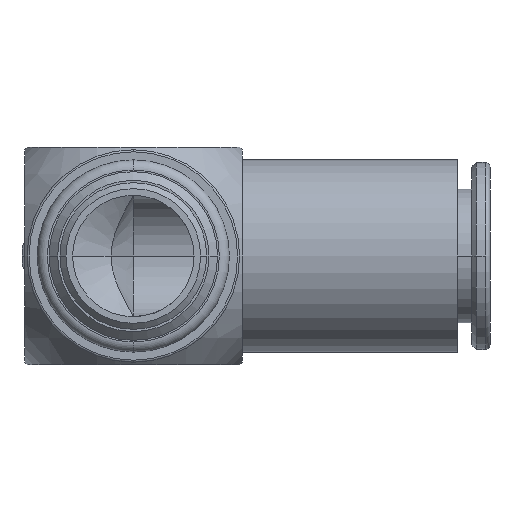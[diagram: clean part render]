
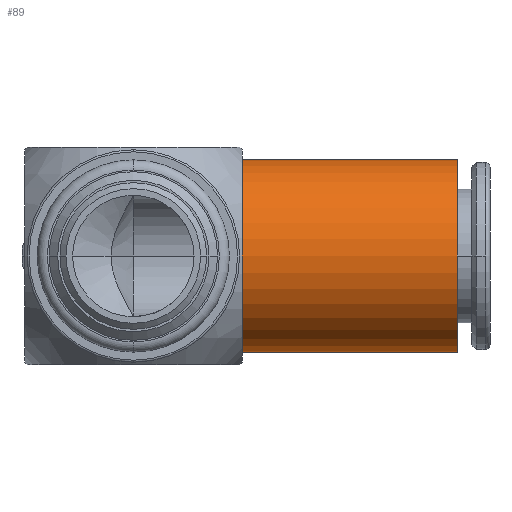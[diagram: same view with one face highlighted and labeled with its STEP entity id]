
A CAD part, front view. The second image highlights one B-rep face of the part: STEP entity #89.
In plain terms, the highlighted cylindrical face has radius 9.5 mm (diameter 19 mm), a partial arc.
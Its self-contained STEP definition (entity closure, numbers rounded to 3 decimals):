
#89=ADVANCED_FACE('',(#236),#237,.T.);
#236=FACE_OUTER_BOUND('',#451,.T.);
#237=CYLINDRICAL_SURFACE('',#452,9.5);
#451=EDGE_LOOP('',(#900,#901,#902,#903,#904));
#452=AXIS2_PLACEMENT_3D('',#905,#906,#907);
#900=ORIENTED_EDGE('',*,*,#1438,.T.);
#901=ORIENTED_EDGE('',*,*,#1483,.F.);
#902=ORIENTED_EDGE('',*,*,#1484,.F.);
#903=ORIENTED_EDGE('',*,*,#1440,.T.);
#904=ORIENTED_EDGE('',*,*,#1485,.F.);
#905=CARTESIAN_POINT('',(16.0,23.4,0.0));
#906=DIRECTION('',(1.0,0.0,0.0));
#907=DIRECTION('',(0.0,0.0,-1.0));
#1438=EDGE_CURVE('',#1752,#1753,#1754,.T.);
#1440=EDGE_CURVE('',#1757,#1755,#1758,.T.);
#1483=EDGE_CURVE('',#1826,#1753,#1827,.T.);
#1484=EDGE_CURVE('',#1757,#1826,#1828,.T.);
#1485=EDGE_CURVE('',#1752,#1755,#1829,.T.);
#1752=VERTEX_POINT('',#2205);
#1753=VERTEX_POINT('',#2206);
#1754=LINE('',#2207,#2208);
#1755=VERTEX_POINT('',#2209);
#1757=VERTEX_POINT('',#2211);
#1758=LINE('',#2212,#2213);
#1826=VERTEX_POINT('',#2343);
#1827=CIRCLE('',#2344,9.5);
#1828=CIRCLE('',#2345,9.5);
#1829=CIRCLE('',#2346,9.5);
#2205=CARTESIAN_POINT('',(10.75,23.4,-9.5));
#2206=CARTESIAN_POINT('',(31.999,23.4,-9.499));
#2207=CARTESIAN_POINT('',(16.0,23.4,-9.5));
#2208=VECTOR('',#2918,1.0);
#2209=CARTESIAN_POINT('',(10.75,23.4,9.5));
#2211=CARTESIAN_POINT('',(31.999,23.4,9.499));
#2212=CARTESIAN_POINT('',(16.0,23.4,9.5));
#2213=VECTOR('',#2922,1.0);
#2343=CARTESIAN_POINT('',(31.998,13.9,0.0));
#2344=AXIS2_PLACEMENT_3D('',#3019,#3020,#3021);
#2345=AXIS2_PLACEMENT_3D('',#3022,#3023,#3024);
#2346=AXIS2_PLACEMENT_3D('',#3025,#3026,#3027);
#2918=DIRECTION('',(1.0,0.0,0.0));
#2922=DIRECTION('',(-1.0,-0.0,-0.0));
#3019=CARTESIAN_POINT('',(31.998,23.4,0.0));
#3020=DIRECTION('',(1.0,0.0,0.0));
#3021=DIRECTION('',(0.0,0.0,-1.0));
#3022=CARTESIAN_POINT('',(31.998,23.4,0.0));
#3023=DIRECTION('',(1.0,0.0,0.0));
#3024=DIRECTION('',(0.0,0.0,-1.0));
#3025=CARTESIAN_POINT('',(10.75,23.4,0.0));
#3026=DIRECTION('',(-1.0,0.0,0.0));
#3027=DIRECTION('',(0.0,0.0,-1.0));
